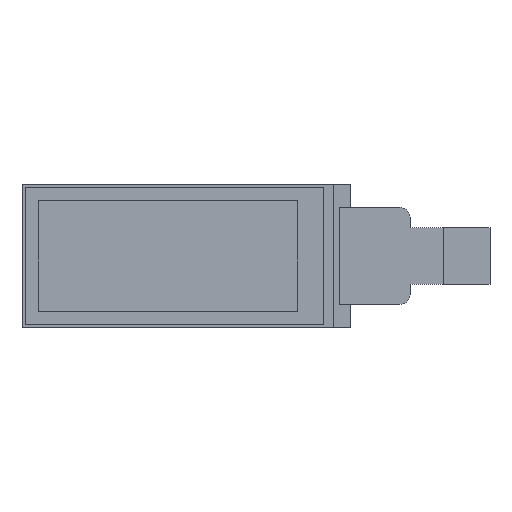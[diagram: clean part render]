
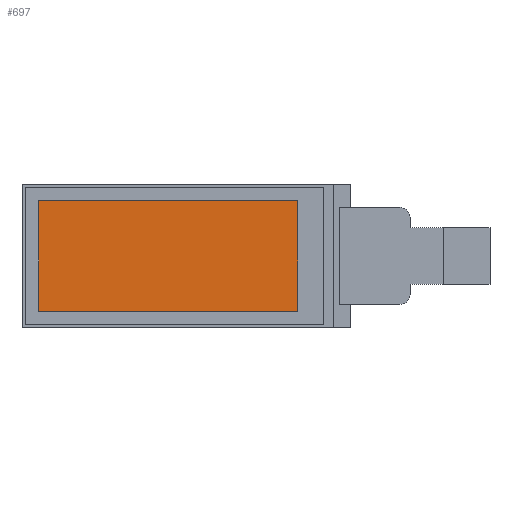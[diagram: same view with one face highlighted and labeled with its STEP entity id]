
A CAD part, top view. The second image highlights one B-rep face of the part: STEP entity #697.
In plain terms, the highlighted planar face has unit normal (0, 0, 1).
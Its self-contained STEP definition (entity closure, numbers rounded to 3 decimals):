
#35=FACE_OUTER_BOUND('',#77,.T.);
#77=EDGE_LOOP('',(#477,#478,#479,#480));
#119=LINE('',#993,#211);
#122=LINE('',#999,#214);
#125=LINE('',#1005,#217);
#128=LINE('',#1009,#220);
#211=VECTOR('',#805,10.);
#214=VECTOR('',#810,10.);
#217=VECTOR('',#815,10.);
#220=VECTOR('',#820,10.);
#303=VERTEX_POINT('',#990);
#304=VERTEX_POINT('',#992);
#306=VERTEX_POINT('',#998);
#308=VERTEX_POINT('',#1004);
#367=EDGE_CURVE('',#304,#303,#119,.T.);
#370=EDGE_CURVE('',#306,#304,#122,.T.);
#373=EDGE_CURVE('',#308,#306,#125,.T.);
#376=EDGE_CURVE('',#303,#308,#128,.T.);
#477=ORIENTED_EDGE('',*,*,#376,.T.);
#478=ORIENTED_EDGE('',*,*,#373,.T.);
#479=ORIENTED_EDGE('',*,*,#370,.T.);
#480=ORIENTED_EDGE('',*,*,#367,.T.);
#657=PLANE('',#757);
#697=ADVANCED_FACE('',(#35),#657,.T.);
#757=AXIS2_PLACEMENT_3D('',#1010,#821,#822);
#805=DIRECTION('',(0.,-1.,0.));
#810=DIRECTION('',(-1.,0.,0.));
#815=DIRECTION('',(0.,1.,0.));
#820=DIRECTION('',(1.,0.,0.));
#821=DIRECTION('center_axis',(0.,0.,1.));
#822=DIRECTION('ref_axis',(1.,0.,0.));
#990=CARTESIAN_POINT('',(22.,13.256,0.23));
#992=CARTESIAN_POINT('',(22.,24.,0.23));
#993=CARTESIAN_POINT('',(22.,13.256,0.23));
#998=CARTESIAN_POINT('',(47.28,24.,0.23));
#999=CARTESIAN_POINT('',(22.,24.,0.23));
#1004=CARTESIAN_POINT('',(47.28,13.256,0.23));
#1005=CARTESIAN_POINT('',(47.28,24.,0.23));
#1009=CARTESIAN_POINT('',(47.28,13.256,0.23));
#1010=CARTESIAN_POINT('Origin',(34.64,18.628,0.23));
